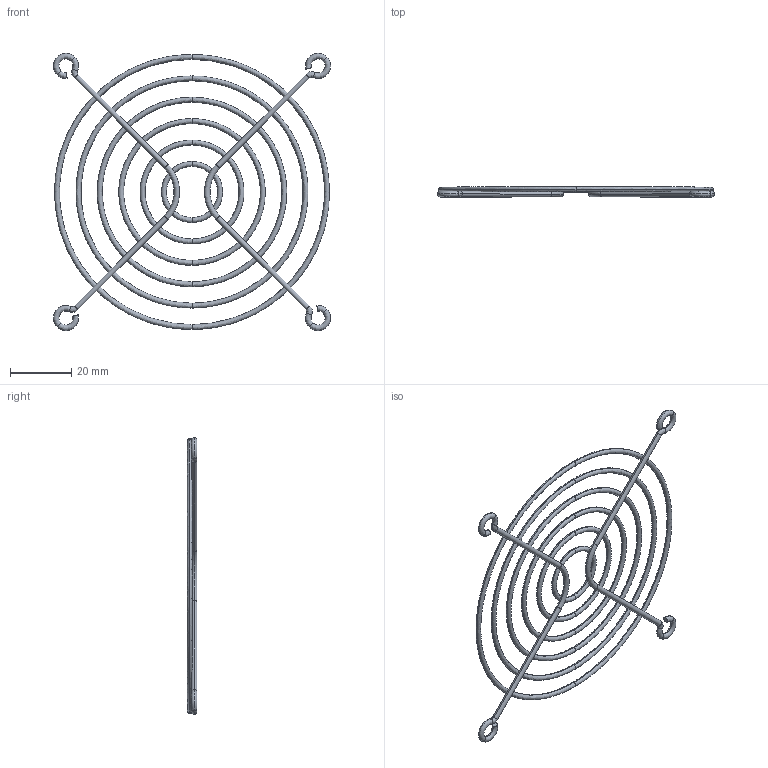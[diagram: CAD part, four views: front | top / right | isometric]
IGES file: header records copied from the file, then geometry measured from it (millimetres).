
Start section: SolidWorks IGES file using analytic representation for surfaces
Global section: file name: SC92-W3.IGS; native system: SolidWorks 2007; preprocessor: SolidWorks 2007; author: umeshp; date: 101004.200358; units: millimetre
Bounding box: 90.67 x 3.2 x 90.67 mm (x, y, z)
Surface area: 6663.1 mm2 (no closed solid volume)
Topology: 0 solids, 0 shells, 68 faces, 384 edges, 384 vertices
Faces by surface type: bspline 60, revolution 8
